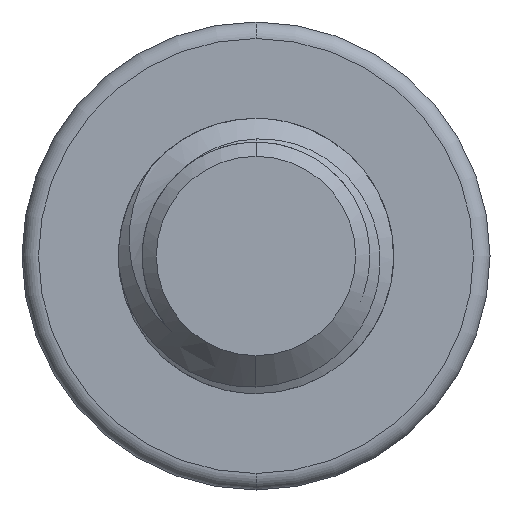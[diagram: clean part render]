
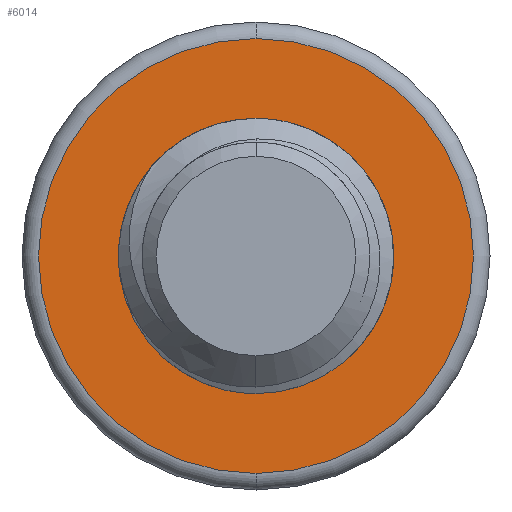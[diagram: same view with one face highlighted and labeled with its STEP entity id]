
A CAD part, front view. The second image highlights one B-rep face of the part: STEP entity #6014.
In plain terms, the highlighted planar face has unit normal (0, -1, 0).
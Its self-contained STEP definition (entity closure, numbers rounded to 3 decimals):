
#651 = AXIS2_PLACEMENT_3D ( 'NONE', #3851, #6556, #2122 ) ;
#983 = EDGE_LOOP ( 'NONE', ( #3849, #1498 ) ) ;
#1144 = FACE_BOUND ( 'NONE', #5725, .T. ) ;
#1223 = CARTESIAN_POINT ( 'NONE',  ( 0., 80., 2.5 ) ) ;
#1486 = VERTEX_POINT ( 'NONE', #1223 ) ;
#1498 = ORIENTED_EDGE ( 'NONE', *, *, #3746, .T. ) ;
#1838 = FACE_OUTER_BOUND ( 'NONE', #983, .T. ) ;
#1899 = DIRECTION ( 'NONE',  ( 0., 1., 0. ) ) ;
#2122 = DIRECTION ( 'NONE',  ( 0., 0., 1. ) ) ;
#2330 = DIRECTION ( 'NONE',  ( 0., 0., 1. ) ) ;
#2793 = VERTEX_POINT ( 'NONE', #4614 ) ;
#2819 = CARTESIAN_POINT ( 'NONE',  ( 0., 80., 0. ) ) ;
#3242 = DIRECTION ( 'NONE',  ( 0., 0., 1. ) ) ;
#3721 = ORIENTED_EDGE ( 'NONE', *, *, #6443, .T. ) ;
#3746 = EDGE_CURVE ( 'NONE', #2793, #4325, #6598, .T. ) ;
#3792 = CIRCLE ( 'NONE', #651, 3.95 ) ;
#3795 = VERTEX_POINT ( 'NONE', #4701 ) ;
#3849 = ORIENTED_EDGE ( 'NONE', *, *, #3979, .T. ) ;
#3851 = CARTESIAN_POINT ( 'NONE',  ( 0., 80., 0. ) ) ;
#3979 = EDGE_CURVE ( 'NONE', #4325, #2793, #3792, .T. ) ;
#4180 = DIRECTION ( 'NONE',  ( 0., 0., 1. ) ) ;
#4287 = DIRECTION ( 'NONE',  ( 0., -1., 0. ) ) ;
#4325 = VERTEX_POINT ( 'NONE', #4591 ) ;
#4399 = AXIS2_PLACEMENT_3D ( 'NONE', #4648, #5336, #4783 ) ;
#4591 = CARTESIAN_POINT ( 'NONE',  ( 0., 80., 3.95 ) ) ;
#4614 = CARTESIAN_POINT ( 'NONE',  ( 0., 80., -3.95 ) ) ;
#4648 = CARTESIAN_POINT ( 'NONE',  ( 0., 80., 0. ) ) ;
#4681 = CARTESIAN_POINT ( 'NONE',  ( 0., 80., 0. ) ) ;
#4701 = CARTESIAN_POINT ( 'NONE',  ( 0., 80., -2.5 ) ) ;
#4783 = DIRECTION ( 'NONE',  ( 0., 0., 1. ) ) ;
#5225 = AXIS2_PLACEMENT_3D ( 'NONE', #4681, #1899, #3242 ) ;
#5336 = DIRECTION ( 'NONE',  ( 0., 1., 0. ) ) ;
#5360 = ORIENTED_EDGE ( 'NONE', *, *, #6386, .T. ) ;
#5460 = CIRCLE ( 'NONE', #4399, 2.5 ) ;
#5714 = DIRECTION ( 'NONE',  ( 0., 1., 0. ) ) ;
#5725 = EDGE_LOOP ( 'NONE', ( #5360, #3721 ) ) ;
#5783 = AXIS2_PLACEMENT_3D ( 'NONE', #6450, #4287, #4180 ) ;
#6014 = ADVANCED_FACE ( 'NONE', ( #1838, #1144 ), #6801, .F. ) ;
#6386 = EDGE_CURVE ( 'NONE', #3795, #1486, #5460, .T. ) ;
#6443 = EDGE_CURVE ( 'NONE', #1486, #3795, #6501, .T. ) ;
#6450 = CARTESIAN_POINT ( 'NONE',  ( 0., 80., 0. ) ) ;
#6501 = CIRCLE ( 'NONE', #5225, 2.5 ) ;
#6556 = DIRECTION ( 'NONE',  ( 0., -1., 0. ) ) ;
#6598 = CIRCLE ( 'NONE', #5783, 3.95 ) ;
#6801 = PLANE ( 'NONE',  #7079 ) ;
#7079 = AXIS2_PLACEMENT_3D ( 'NONE', #2819, #5714, #2330 ) ;
